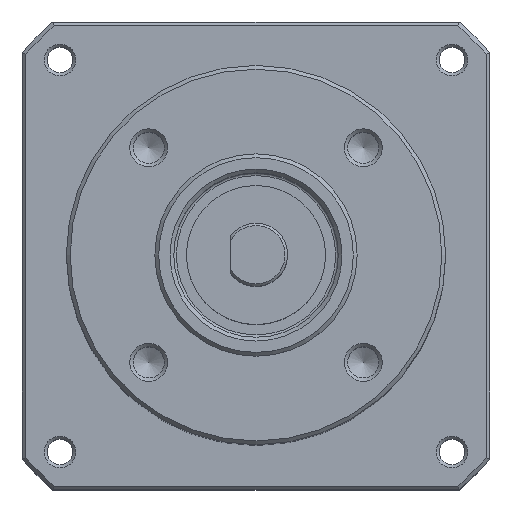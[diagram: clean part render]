
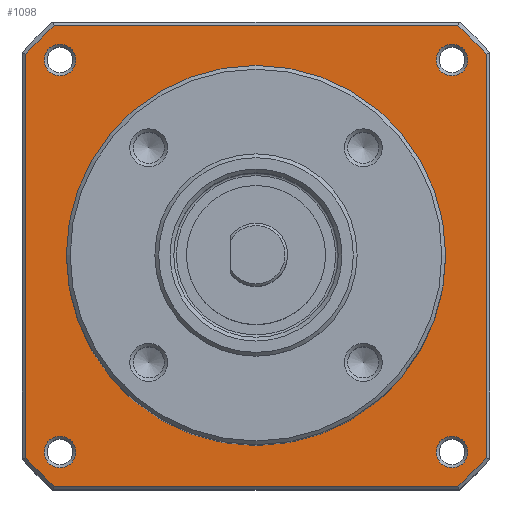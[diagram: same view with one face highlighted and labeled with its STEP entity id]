
A CAD part, top view. The second image highlights one B-rep face of the part: STEP entity #1098.
In plain terms, the highlighted face is planar.
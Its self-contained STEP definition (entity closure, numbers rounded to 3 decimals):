
#37=PLANE('',#1230);
#73=LINE('',#1895,#101);
#74=LINE('',#1896,#102);
#75=LINE('',#1897,#103);
#76=LINE('',#1898,#104);
#101=VECTOR('',#1453,1000.);
#102=VECTOR('',#1454,1000.);
#103=VECTOR('',#1455,1000.);
#104=VECTOR('',#1456,1000.);
#160=CIRCLE('',#1223,24.2);
#161=CIRCLE('',#1225,24.2);
#162=CIRCLE('',#1227,24.2);
#163=CIRCLE('',#1229,24.2);
#164=CIRCLE('',#1231,15.);
#165=CIRCLE('',#1232,1.25);
#166=CIRCLE('',#1233,1.25);
#167=CIRCLE('',#1234,1.25);
#168=CIRCLE('',#1235,1.25);
#278=ORIENTED_EDGE('',*,*,#526,.F.);
#279=ORIENTED_EDGE('',*,*,#527,.F.);
#280=ORIENTED_EDGE('',*,*,#528,.F.);
#281=ORIENTED_EDGE('',*,*,#529,.F.);
#282=ORIENTED_EDGE('',*,*,#530,.F.);
#283=ORIENTED_EDGE('',*,*,#531,.F.);
#284=ORIENTED_EDGE('',*,*,#522,.T.);
#285=ORIENTED_EDGE('',*,*,#532,.F.);
#286=ORIENTED_EDGE('',*,*,#524,.T.);
#287=ORIENTED_EDGE('',*,*,#533,.F.);
#288=ORIENTED_EDGE('',*,*,#516,.T.);
#289=ORIENTED_EDGE('',*,*,#534,.F.);
#290=ORIENTED_EDGE('',*,*,#518,.T.);
#516=EDGE_CURVE('',#638,#639,#160,.T.);
#518=EDGE_CURVE('',#641,#640,#161,.T.);
#522=EDGE_CURVE('',#642,#643,#162,.T.);
#524=EDGE_CURVE('',#645,#644,#163,.T.);
#526=EDGE_CURVE('',#646,#646,#164,.T.);
#527=EDGE_CURVE('',#647,#647,#165,.T.);
#528=EDGE_CURVE('',#648,#648,#166,.T.);
#529=EDGE_CURVE('',#649,#649,#167,.T.);
#530=EDGE_CURVE('',#650,#650,#168,.T.);
#531=EDGE_CURVE('',#642,#640,#73,.T.);
#532=EDGE_CURVE('',#645,#643,#74,.T.);
#533=EDGE_CURVE('',#638,#644,#75,.T.);
#534=EDGE_CURVE('',#641,#639,#76,.T.);
#638=VERTEX_POINT('',#1841);
#639=VERTEX_POINT('',#1846);
#640=VERTEX_POINT('',#1853);
#641=VERTEX_POINT('',#1855);
#642=VERTEX_POINT('',#1865);
#643=VERTEX_POINT('',#1870);
#644=VERTEX_POINT('',#1877);
#645=VERTEX_POINT('',#1879);
#646=VERTEX_POINT('',#1886);
#647=VERTEX_POINT('',#1888);
#648=VERTEX_POINT('',#1890);
#649=VERTEX_POINT('',#1892);
#650=VERTEX_POINT('',#1894);
#749=EDGE_LOOP('',(#278));
#750=EDGE_LOOP('',(#279));
#751=EDGE_LOOP('',(#280));
#752=EDGE_LOOP('',(#281));
#753=EDGE_LOOP('',(#282));
#754=EDGE_LOOP('',(#283,#284,#285,#286,#287,#288,#289,#290));
#906=FACE_BOUND('',#749,.T.);
#907=FACE_BOUND('',#750,.T.);
#908=FACE_BOUND('',#751,.T.);
#909=FACE_BOUND('',#752,.T.);
#910=FACE_BOUND('',#753,.T.);
#911=FACE_BOUND('',#754,.T.);
#1098=ADVANCED_FACE('',(#906,#907,#908,#909,#910,#911),#37,.F.);
#1223=AXIS2_PLACEMENT_3D('',#1847,#1427,#1428);
#1225=AXIS2_PLACEMENT_3D('',#1854,#1431,#1432);
#1227=AXIS2_PLACEMENT_3D('',#1871,#1435,#1436);
#1229=AXIS2_PLACEMENT_3D('',#1878,#1439,#1440);
#1230=AXIS2_PLACEMENT_3D('',#1884,#1441,#1442);
#1231=AXIS2_PLACEMENT_3D('',#1885,#1443,#1444);
#1232=AXIS2_PLACEMENT_3D('',#1887,#1445,#1446);
#1233=AXIS2_PLACEMENT_3D('',#1889,#1447,#1448);
#1234=AXIS2_PLACEMENT_3D('',#1891,#1449,#1450);
#1235=AXIS2_PLACEMENT_3D('',#1893,#1451,#1452);
#1427=DIRECTION('',(1.,0.,0.));
#1428=DIRECTION('',(0.,0.,-1.));
#1431=DIRECTION('',(1.,0.,0.));
#1432=DIRECTION('',(0.,0.,-1.));
#1435=DIRECTION('',(1.,0.,0.));
#1436=DIRECTION('',(0.,0.,-1.));
#1439=DIRECTION('',(1.,0.,0.));
#1440=DIRECTION('',(0.,0.,-1.));
#1441=DIRECTION('',(-1.,0.,0.));
#1442=DIRECTION('',(0.,0.,1.));
#1443=DIRECTION('',(1.,0.,0.));
#1444=DIRECTION('',(0.,0.,-1.));
#1445=DIRECTION('',(1.,0.,0.));
#1446=DIRECTION('',(0.,0.,-1.));
#1447=DIRECTION('',(1.,0.,0.));
#1448=DIRECTION('',(0.,0.,-1.));
#1449=DIRECTION('',(1.,0.,0.));
#1450=DIRECTION('',(0.,0.,-1.));
#1451=DIRECTION('',(1.,0.,0.));
#1452=DIRECTION('',(0.,0.,-1.));
#1453=DIRECTION('',(0.,0.,1.));
#1454=DIRECTION('',(0.,-1.,0.));
#1455=DIRECTION('',(0.,0.,-1.));
#1456=DIRECTION('',(0.,1.,0.));
#1841=CARTESIAN_POINT('',(7.,18.2,15.95));
#1846=CARTESIAN_POINT('',(7.,15.95,18.2));
#1847=CARTESIAN_POINT('',(7.,0.,0.));
#1853=CARTESIAN_POINT('',(7.,-18.2,15.95));
#1854=CARTESIAN_POINT('',(7.,0.,0.));
#1855=CARTESIAN_POINT('',(7.,-15.95,18.2));
#1865=CARTESIAN_POINT('',(7.,-18.2,-15.95));
#1870=CARTESIAN_POINT('',(7.,-15.95,-18.2));
#1871=CARTESIAN_POINT('',(7.,0.,0.));
#1877=CARTESIAN_POINT('',(7.,18.2,-15.95));
#1878=CARTESIAN_POINT('',(7.,0.,0.));
#1879=CARTESIAN_POINT('',(7.,15.95,-18.2));
#1884=CARTESIAN_POINT('',(7.,24.2,0.));
#1885=CARTESIAN_POINT('',(7.,0.,0.));
#1886=CARTESIAN_POINT('',(7.,0.,-15.));
#1887=CARTESIAN_POINT('',(7.,-15.5,-15.5));
#1888=CARTESIAN_POINT('',(7.,-15.5,-16.75));
#1889=CARTESIAN_POINT('',(7.,15.5,-15.5));
#1890=CARTESIAN_POINT('',(7.,15.5,-16.75));
#1891=CARTESIAN_POINT('',(7.,-15.5,15.5));
#1892=CARTESIAN_POINT('',(7.,-15.5,14.25));
#1893=CARTESIAN_POINT('',(7.,15.5,15.5));
#1894=CARTESIAN_POINT('',(7.,15.5,14.25));
#1895=CARTESIAN_POINT('',(7.,-18.2,0.));
#1896=CARTESIAN_POINT('',(7.,24.2,-18.2));
#1897=CARTESIAN_POINT('',(7.,18.2,0.));
#1898=CARTESIAN_POINT('',(7.,24.2,18.2));
